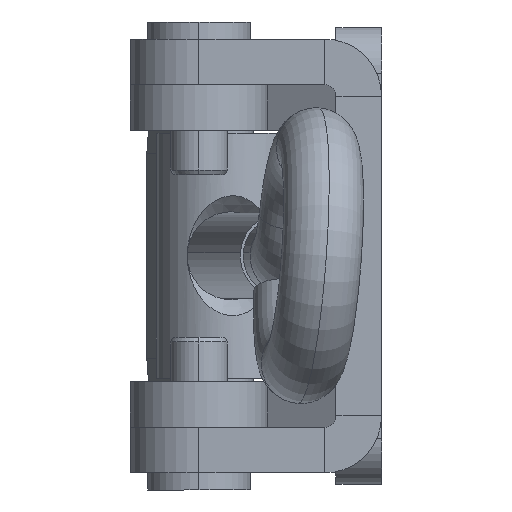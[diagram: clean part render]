
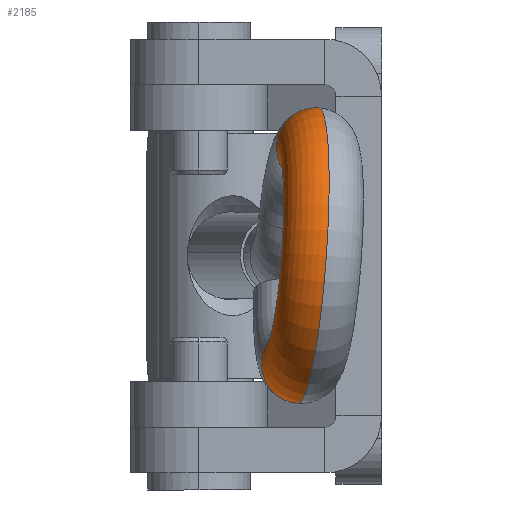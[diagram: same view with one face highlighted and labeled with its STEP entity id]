
A CAD part, left-side view. The second image highlights one B-rep face of the part: STEP entity #2185.
In plain terms, the highlighted toroidal (fillet/blend) face has major radius 9.482 mm and minor radius 3.5 mm.
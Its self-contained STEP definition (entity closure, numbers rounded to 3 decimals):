
#133 = DIRECTION ( 'NONE',  ( -1., 0., 0. ) ) ;
#249 = CARTESIAN_POINT ( 'NONE',  ( 2.465, 73.604, 0. ) ) ;
#337 = VERTEX_POINT ( 'NONE', #249 ) ;
#413 = ORIENTED_EDGE ( 'NONE', *, *, #1238, .T. ) ;
#455 = CARTESIAN_POINT ( 'NONE',  ( -13., 73.604, 0. ) ) ;
#468 = EDGE_CURVE ( 'NONE', #2275, #1147, #1887, .T. ) ;
#537 = ORIENTED_EDGE ( 'NONE', *, *, #2397, .F. ) ;
#718 = CARTESIAN_POINT ( 'NONE',  ( 9.465, 73.604, 0. ) ) ;
#930 = CIRCLE ( 'NONE', #1845, 5.982 ) ;
#952 = DIRECTION ( 'NONE',  ( 1., 0., 0. ) ) ;
#968 = DIRECTION ( 'NONE',  ( 1., 0., 0. ) ) ;
#985 = EDGE_CURVE ( 'NONE', #337, #2119, #1784, .T. ) ;
#1027 = CARTESIAN_POINT ( 'NONE',  ( -16.5, 73.604, 0. ) ) ;
#1058 = EDGE_LOOP ( 'NONE', ( #537, #1823, #413, #1215 ) ) ;
#1147 = VERTEX_POINT ( 'NONE', #1027 ) ;
#1215 = ORIENTED_EDGE ( 'NONE', *, *, #468, .T. ) ;
#1238 = EDGE_CURVE ( 'NONE', #337, #2275, #930, .T. ) ;
#1587 = DIRECTION ( 'NONE',  ( 0., -1., 0. ) ) ;
#1784 = CIRCLE ( 'NONE', #2548, 3.5 ) ;
#1823 = ORIENTED_EDGE ( 'NONE', *, *, #985, .F. ) ;
#1845 = AXIS2_PLACEMENT_3D ( 'NONE', #2868, #3570, #968 ) ;
#1887 = CIRCLE ( 'NONE', #3672, 3.5 ) ;
#1915 = DIRECTION ( 'NONE',  ( 0., 0., -1. ) ) ;
#2119 = VERTEX_POINT ( 'NONE', #718 ) ;
#2185 = ADVANCED_FACE ( 'NONE', ( #2998 ), #3833, .T. ) ;
#2275 = VERTEX_POINT ( 'NONE', #3824 ) ;
#2384 = DIRECTION ( 'NONE',  ( 0., 1., 0. ) ) ;
#2397 = EDGE_CURVE ( 'NONE', #2119, #1147, #2473, .T. ) ;
#2473 = CIRCLE ( 'NONE', #3143, 12.982 ) ;
#2548 = AXIS2_PLACEMENT_3D ( 'NONE', #3481, #1587, #1915 ) ;
#2615 = DIRECTION ( 'NONE',  ( 0., 0., 1. ) ) ;
#2868 = CARTESIAN_POINT ( 'NONE',  ( -3.518, 73.604, 0. ) ) ;
#2951 = CARTESIAN_POINT ( 'NONE',  ( -3.518, 73.604, 0. ) ) ;
#2998 = FACE_OUTER_BOUND ( 'NONE', #1058, .T. ) ;
#3143 = AXIS2_PLACEMENT_3D ( 'NONE', #3472, #2615, #952 ) ;
#3301 = DIRECTION ( 'NONE',  ( 0., 0., 1. ) ) ;
#3472 = CARTESIAN_POINT ( 'NONE',  ( -3.518, 73.604, 0. ) ) ;
#3481 = CARTESIAN_POINT ( 'NONE',  ( 5.965, 73.604, 0. ) ) ;
#3570 = DIRECTION ( 'NONE',  ( 0., 0., 1. ) ) ;
#3672 = AXIS2_PLACEMENT_3D ( 'NONE', #455, #2384, #133 ) ;
#3824 = CARTESIAN_POINT ( 'NONE',  ( -9.5, 73.604, 0. ) ) ;
#3833 = TOROIDAL_SURFACE ( 'NONE', #4070, 9.482, 3.5 ) ;
#3915 = DIRECTION ( 'NONE',  ( 1., 0., 0. ) ) ;
#4070 = AXIS2_PLACEMENT_3D ( 'NONE', #2951, #3301, #3915 ) ;
